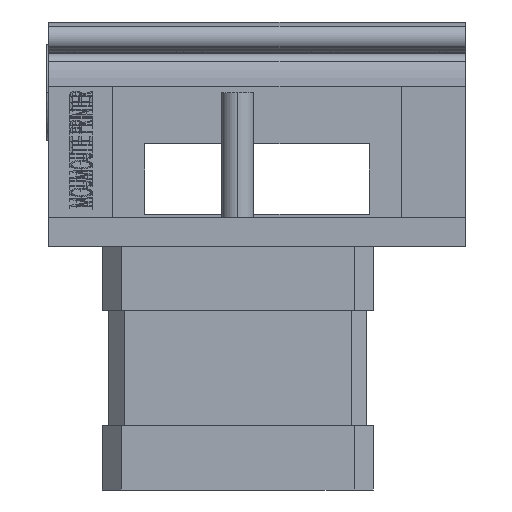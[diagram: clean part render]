
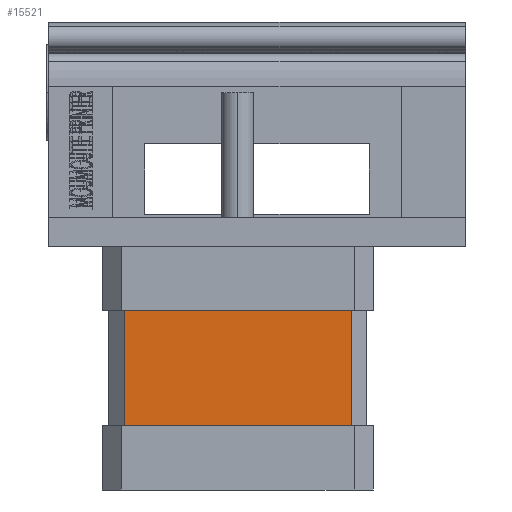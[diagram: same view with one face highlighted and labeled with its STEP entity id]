
A CAD part, left-side view. The second image highlights one B-rep face of the part: STEP entity #15521.
In plain terms, the highlighted planar face has unit normal (-1, 0, 0).
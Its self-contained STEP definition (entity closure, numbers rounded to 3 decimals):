
#323 = VECTOR ( 'NONE', #6081, 1000. ) ;
#413 = EDGE_CURVE ( 'NONE', #2377, #5859, #10467, .T. ) ;
#525 = EDGE_CURVE ( 'NONE', #1587, #7462, #16708, .T. ) ;
#808 = DIRECTION ( 'NONE',  ( 0., 1., 0. ) ) ;
#810 = CARTESIAN_POINT ( 'NONE',  ( -31.768, 19.35, 0. ) ) ;
#882 = CARTESIAN_POINT ( 'NONE',  ( -31.768, 19.35, -18. ) ) ;
#1208 = DIRECTION ( 'NONE',  ( 0., 1., 0. ) ) ;
#1587 = VERTEX_POINT ( 'NONE', #16903 ) ;
#2377 = VERTEX_POINT ( 'NONE', #16334 ) ;
#2913 = DIRECTION ( 'NONE',  ( 0., 0., -1. ) ) ;
#3153 = LINE ( 'NONE', #6241, #6361 ) ;
#3250 = EDGE_CURVE ( 'NONE', #2377, #1587, #13767, .T. ) ;
#4828 = DIRECTION ( 'NONE',  ( 0., 0., 1. ) ) ;
#5050 = VECTOR ( 'NONE', #4828, 1000. ) ;
#5229 = CARTESIAN_POINT ( 'NONE',  ( -31.768, -16.122, -18. ) ) ;
#5859 = VERTEX_POINT ( 'NONE', #11788 ) ;
#6081 = DIRECTION ( 'NONE',  ( 0., 0., 1. ) ) ;
#6241 = CARTESIAN_POINT ( 'NONE',  ( -31.768, -16.122, 0. ) ) ;
#6361 = VECTOR ( 'NONE', #808, 1000. ) ;
#6976 = ORIENTED_EDGE ( 'NONE', *, *, #525, .F. ) ;
#7173 = CARTESIAN_POINT ( 'NONE',  ( -31.768, -16.122, -18. ) ) ;
#7361 = ORIENTED_EDGE ( 'NONE', *, *, #10113, .T. ) ;
#7462 = VERTEX_POINT ( 'NONE', #810 ) ;
#7985 = AXIS2_PLACEMENT_3D ( 'NONE', #7173, #11295, #2913 ) ;
#9870 = EDGE_LOOP ( 'NONE', ( #7361, #6976, #13644, #10703 ) ) ;
#10113 = EDGE_CURVE ( 'NONE', #5859, #7462, #3153, .T. ) ;
#10467 = LINE ( 'NONE', #12873, #5050 ) ;
#10703 = ORIENTED_EDGE ( 'NONE', *, *, #413, .T. ) ;
#11295 = DIRECTION ( 'NONE',  ( 1., 0., 0. ) ) ;
#11613 = FACE_OUTER_BOUND ( 'NONE', #9870, .T. ) ;
#11788 = CARTESIAN_POINT ( 'NONE',  ( -31.768, -16.122, 0. ) ) ;
#12873 = CARTESIAN_POINT ( 'NONE',  ( -31.768, -16.122, -18. ) ) ;
#13644 = ORIENTED_EDGE ( 'NONE', *, *, #3250, .F. ) ;
#13767 = LINE ( 'NONE', #5229, #17154 ) ;
#15521 = ADVANCED_FACE ( 'NONE', ( #11613 ), #16767, .F. ) ;
#16334 = CARTESIAN_POINT ( 'NONE',  ( -31.768, -16.122, -18. ) ) ;
#16708 = LINE ( 'NONE', #882, #323 ) ;
#16767 = PLANE ( 'NONE',  #7985 ) ;
#16903 = CARTESIAN_POINT ( 'NONE',  ( -31.768, 19.35, -18. ) ) ;
#17154 = VECTOR ( 'NONE', #1208, 1000. ) ;
